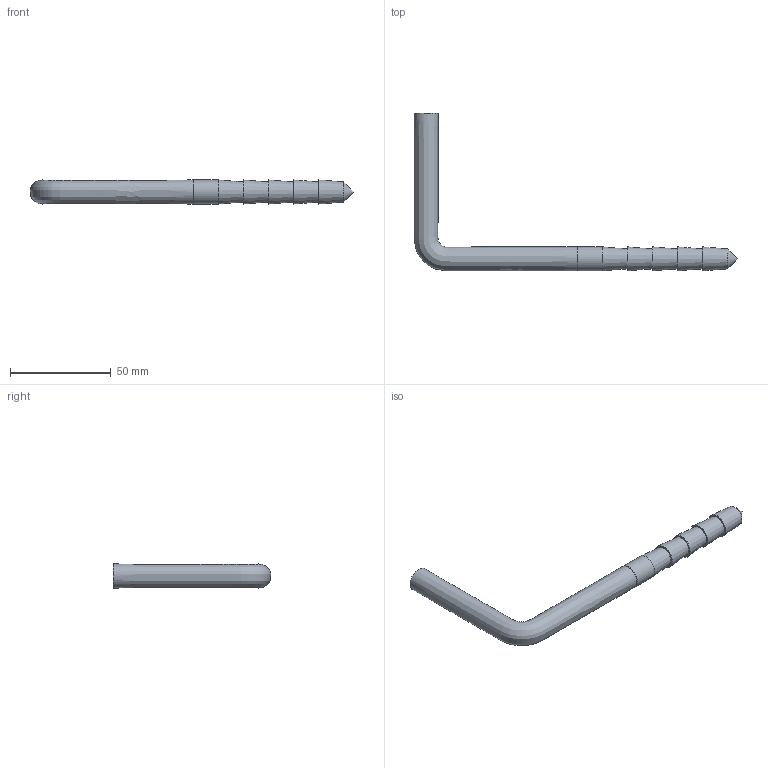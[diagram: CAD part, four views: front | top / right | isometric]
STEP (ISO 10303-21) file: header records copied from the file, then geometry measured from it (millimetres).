
FILE_DESCRIPTION(/* description */ (''),/* implementation_level */ '2;1');
FILE_NAME(/* name */ '41279.ipt.step',/* time_stamp */ '2022-07-18T12:54:35+02:00',/* author */ ('Abt. Technik'),/* organization */ (''),/* preprocessor_version */ 'ST-DEVELOPER v18.1',/* originating_system */ 'Autodesk Inventor 2022',/* authorisation */ '');
FILE_SCHEMA (('AUTOMOTIVE_DESIGN { 1 0 10303 214 3 1 1 }'));
Length unit declared in the file: millimetre
Products named in the file (1): 41279
Bounding box: 161 x 78.5 x 12 mm (x, y, z)
Volume: 23708.8 mm3; surface area: 8403.5 mm2
Topology: 1 solids, 1 shells, 16 faces, 25 edges, 16 vertices
Faces by surface type: plane 7, cone 6, cylinder 2, bspline 1
Full cylindrical faces by diameter (mm): 11.8 x1, 12 x1
Entity records: 1062 total; most frequent: CARTESIAN_POINT 718, DIRECTION 70, ORIENTED_EDGE 48, AXIS2_PLACEMENT_3D 31, EDGE_CURVE 24, EDGE_LOOP 22, FACE_OUTER_BOUND 16, VERTEX_POINT 16
